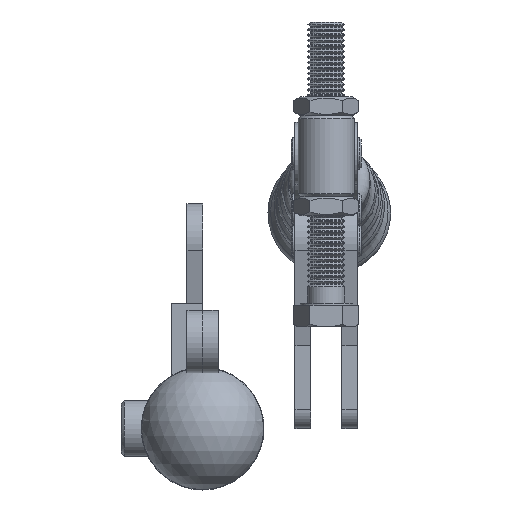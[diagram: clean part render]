
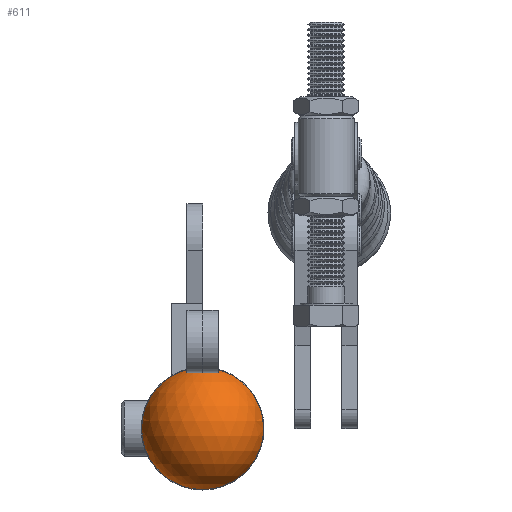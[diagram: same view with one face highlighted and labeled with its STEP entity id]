
A CAD part, left-side view. The second image highlights one B-rep face of the part: STEP entity #611.
In plain terms, the highlighted spherical face has radius 20 mm.
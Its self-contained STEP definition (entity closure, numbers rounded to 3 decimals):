
#611 = ADVANCED_FACE( '', ( #1654 ), #1655, .T. );
#1654 = FACE_OUTER_BOUND( '', #3494, .T. );
#1655 = SPHERICAL_SURFACE( '', #3495, 20. );
#3494 = EDGE_LOOP( '', ( #5372 ) );
#3495 = AXIS2_PLACEMENT_3D( '', #5373, #5374, #5375 );
#5372 = ORIENTED_EDGE( '', *, *, #8611, .F. );
#5373 = CARTESIAN_POINT( '', ( -139.096, 0., 0. ) );
#5374 = DIRECTION( '', ( 0., 0., -1. ) );
#5375 = DIRECTION( '', ( -0.22, -0.976, 0. ) );
#8611 = EDGE_CURVE( '', #9793, #9793, #9794, .T. );
#9793 = VERTEX_POINT( '', #11546 );
#9794 = CIRCLE( '', #11547, 19.512 );
#11546 = CARTESIAN_POINT( '', ( -143.488, 19.512, 0. ) );
#11547 = AXIS2_PLACEMENT_3D( '', #13898, #13899, #13900 );
#13898 = CARTESIAN_POINT( '', ( -143.488, 0., 0. ) );
#13899 = DIRECTION( '', ( 1., 0., 0. ) );
#13900 = DIRECTION( '', ( 0., 1., 0. ) );
